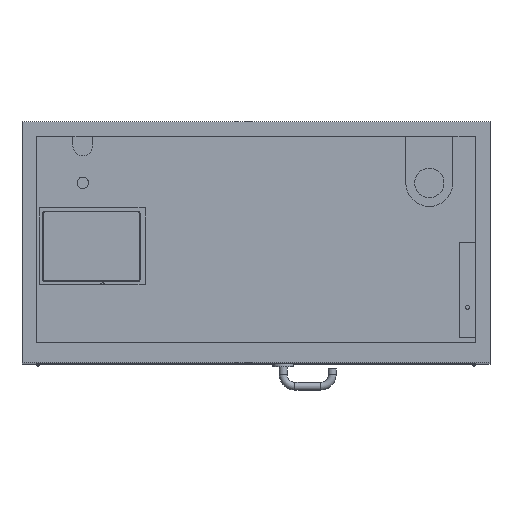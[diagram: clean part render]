
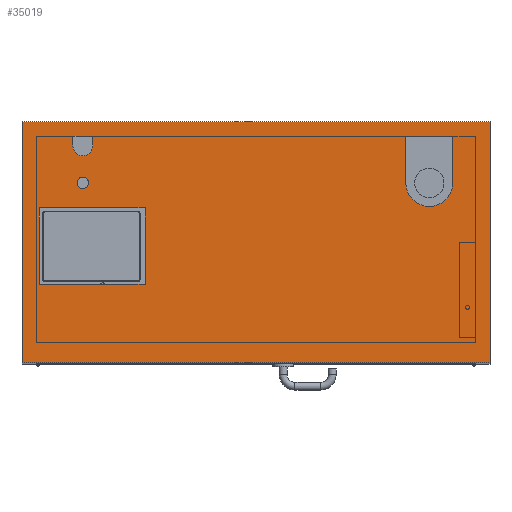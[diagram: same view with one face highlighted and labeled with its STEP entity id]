
A CAD part, top view. The second image highlights one B-rep face of the part: STEP entity #35019.
In plain terms, the highlighted planar face has unit normal (0, 0, 1).
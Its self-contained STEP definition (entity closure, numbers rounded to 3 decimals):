
#1022=FACE_BOUND('',#5966,.T.);
#1023=FACE_BOUND('',#5967,.T.);
#1024=FACE_BOUND('',#5968,.T.);
#1025=FACE_BOUND('',#5969,.T.);
#2203=PLANE('',#37138);
#3902=FACE_OUTER_BOUND('',#5965,.T.);
#5965=EDGE_LOOP('',(#30380,#30381,#30382,#30383));
#5966=EDGE_LOOP('',(#30384,#30385,#30386,#30387));
#5967=EDGE_LOOP('',(#30388,#30389,#30390,#30391));
#5968=EDGE_LOOP('',(#30392,#30393,#30394,#30395));
#5969=EDGE_LOOP('',(#30396));
#9271=LINE('',#57002,#12851);
#9339=LINE('',#57144,#12919);
#9346=LINE('',#57159,#12926);
#9350=LINE('',#57168,#12930);
#9353=LINE('',#57174,#12933);
#9356=LINE('',#57179,#12936);
#9395=LINE('',#57262,#12975);
#9397=LINE('',#57266,#12977);
#9398=LINE('',#57268,#12978);
#9403=LINE('',#57278,#12983);
#9405=LINE('',#57284,#12985);
#9440=LINE('',#57391,#13020);
#9442=LINE('',#57395,#13022);
#9444=LINE('',#57398,#13024);
#12851=VECTOR('',#44166,10.);
#12919=VECTOR('',#44278,10.);
#12926=VECTOR('',#44291,10.);
#12930=VECTOR('',#44297,10.);
#12933=VECTOR('',#44302,10.);
#12936=VECTOR('',#44307,10.);
#12975=VECTOR('',#44394,10.);
#12977=VECTOR('',#44398,10.);
#12978=VECTOR('',#44401,10.);
#12983=VECTOR('',#44410,10.);
#12985=VECTOR('',#44418,10.);
#13020=VECTOR('',#44545,10.);
#13022=VECTOR('',#44549,10.);
#13024=VECTOR('',#44553,10.);
#13883=CIRCLE('',#37054,60.);
#13886=CIRCLE('',#37088,25.);
#13887=CIRCLE('',#37091,14.5);
#16730=VERTEX_POINT('',#56999);
#16731=VERTEX_POINT('',#57001);
#16782=VERTEX_POINT('',#57141);
#16783=VERTEX_POINT('',#57143);
#16785=VERTEX_POINT('',#57149);
#16788=VERTEX_POINT('',#57157);
#16791=VERTEX_POINT('',#57165);
#16792=VERTEX_POINT('',#57167);
#16793=VERTEX_POINT('',#57171);
#16794=VERTEX_POINT('',#57173);
#16795=VERTEX_POINT('',#57177);
#16816=VERTEX_POINT('',#57264);
#16819=VERTEX_POINT('',#57276);
#16820=VERTEX_POINT('',#57280);
#16821=VERTEX_POINT('',#57287);
#16846=VERTEX_POINT('',#57390);
#16847=VERTEX_POINT('',#57394);
#21218=EDGE_CURVE('',#16731,#16730,#9271,.T.);
#21290=EDGE_CURVE('',#16783,#16782,#9339,.T.);
#21294=EDGE_CURVE('',#16782,#16785,#13883,.T.);
#21298=EDGE_CURVE('',#16785,#16788,#9346,.T.);
#21302=EDGE_CURVE('',#16792,#16791,#9350,.T.);
#21305=EDGE_CURVE('',#16794,#16793,#9353,.T.);
#21308=EDGE_CURVE('',#16793,#16795,#9356,.T.);
#21349=EDGE_CURVE('',#16788,#16783,#9395,.T.);
#21351=EDGE_CURVE('',#16795,#16816,#9397,.T.);
#21352=EDGE_CURVE('',#16816,#16794,#9398,.T.);
#21357=EDGE_CURVE('',#16791,#16819,#9403,.T.);
#21358=EDGE_CURVE('',#16820,#16792,#13886,.T.);
#21360=EDGE_CURVE('',#16819,#16820,#9405,.T.);
#21362=EDGE_CURVE('',#16821,#16821,#13887,.T.);
#21412=EDGE_CURVE('',#16846,#16731,#9440,.T.);
#21414=EDGE_CURVE('',#16847,#16846,#9442,.T.);
#21416=EDGE_CURVE('',#16730,#16847,#9444,.T.);
#30380=ORIENTED_EDGE('',*,*,#21218,.T.);
#30381=ORIENTED_EDGE('',*,*,#21416,.T.);
#30382=ORIENTED_EDGE('',*,*,#21414,.T.);
#30383=ORIENTED_EDGE('',*,*,#21412,.T.);
#30384=ORIENTED_EDGE('',*,*,#21294,.T.);
#30385=ORIENTED_EDGE('',*,*,#21298,.T.);
#30386=ORIENTED_EDGE('',*,*,#21349,.T.);
#30387=ORIENTED_EDGE('',*,*,#21290,.T.);
#30388=ORIENTED_EDGE('',*,*,#21351,.T.);
#30389=ORIENTED_EDGE('',*,*,#21352,.T.);
#30390=ORIENTED_EDGE('',*,*,#21305,.T.);
#30391=ORIENTED_EDGE('',*,*,#21308,.T.);
#30392=ORIENTED_EDGE('',*,*,#21357,.T.);
#30393=ORIENTED_EDGE('',*,*,#21360,.T.);
#30394=ORIENTED_EDGE('',*,*,#21358,.T.);
#30395=ORIENTED_EDGE('',*,*,#21302,.T.);
#30396=ORIENTED_EDGE('',*,*,#21362,.T.);
#35019=ADVANCED_FACE('',(#3902,#1022,#1023,#1024,#1025),#2203,.T.);
#37054=AXIS2_PLACEMENT_3D('',#57151,#44284,#44285);
#37088=AXIS2_PLACEMENT_3D('',#57281,#44413,#44414);
#37091=AXIS2_PLACEMENT_3D('',#57288,#44422,#44423);
#37138=AXIS2_PLACEMENT_3D('',#57399,#44554,#44555);
#44166=DIRECTION('',(1.,0.,0.));
#44278=DIRECTION('',(0.,-1.,0.));
#44284=DIRECTION('center_axis',(0.,0.,-1.));
#44285=DIRECTION('ref_axis',(-1.,0.,0.));
#44291=DIRECTION('',(0.,1.,0.));
#44297=DIRECTION('',(0.,1.,0.));
#44302=DIRECTION('',(0.,1.,0.));
#44307=DIRECTION('',(1.,0.,0.));
#44394=DIRECTION('',(1.,0.,0.));
#44398=DIRECTION('',(0.,-1.,0.));
#44401=DIRECTION('',(-1.,0.,0.));
#44410=DIRECTION('',(1.,0.,0.));
#44413=DIRECTION('center_axis',(0.,0.,-1.));
#44414=DIRECTION('ref_axis',(1.,0.,0.));
#44418=DIRECTION('',(0.,-1.,0.));
#44422=DIRECTION('center_axis',(0.,0.,-1.));
#44423=DIRECTION('ref_axis',(-1.,0.,0.));
#44545=DIRECTION('',(0.,-1.,0.));
#44549=DIRECTION('',(-1.,0.,0.));
#44553=DIRECTION('',(0.,1.,0.));
#44554=DIRECTION('center_axis',(0.,0.,1.));
#44555=DIRECTION('ref_axis',(1.,0.,0.));
#56999=CARTESIAN_POINT('',(596.88,-307.5,974.185));
#57001=CARTESIAN_POINT('',(-596.88,-307.5,974.185));
#57002=CARTESIAN_POINT('',(-596.88,-307.5,974.185));
#57141=CARTESIAN_POINT('',(502.,151.98,974.185));
#57143=CARTESIAN_POINT('',(502.,271.5,974.185));
#57144=CARTESIAN_POINT('',(502.,135.75,974.185));
#57149=CARTESIAN_POINT('',(382.,151.98,974.185));
#57151=CARTESIAN_POINT('Origin',(442.,151.98,974.185));
#57157=CARTESIAN_POINT('',(382.,271.5,974.185));
#57159=CARTESIAN_POINT('',(382.,75.99,974.185));
#57165=CARTESIAN_POINT('',(-467.,271.5,974.185));
#57167=CARTESIAN_POINT('',(-467.,246.,974.185));
#57168=CARTESIAN_POINT('',(-467.,123.,974.185));
#57171=CARTESIAN_POINT('',(-553.,87.98,974.185));
#57173=CARTESIAN_POINT('',(-553.,-107.02,974.185));
#57174=CARTESIAN_POINT('',(-553.,-53.51,974.185));
#57177=CARTESIAN_POINT('',(-283.,87.98,974.185));
#57179=CARTESIAN_POINT('',(-276.5,87.98,974.185));
#57262=CARTESIAN_POINT('',(191.,271.5,974.185));
#57264=CARTESIAN_POINT('',(-283.,-107.02,974.185));
#57266=CARTESIAN_POINT('',(-283.,43.99,974.185));
#57268=CARTESIAN_POINT('',(-141.5,-107.02,974.185));
#57276=CARTESIAN_POINT('',(-417.,271.5,974.185));
#57278=CARTESIAN_POINT('',(-233.5,271.5,974.185));
#57280=CARTESIAN_POINT('',(-417.,246.,974.185));
#57281=CARTESIAN_POINT('Origin',(-442.,246.,974.185));
#57284=CARTESIAN_POINT('',(-417.,135.75,974.185));
#57287=CARTESIAN_POINT('',(-427.5,151.98,974.185));
#57288=CARTESIAN_POINT('Origin',(-442.,151.98,974.185));
#57390=CARTESIAN_POINT('',(-596.88,307.5,974.185));
#57391=CARTESIAN_POINT('',(-596.88,307.5,974.185));
#57394=CARTESIAN_POINT('',(596.88,307.5,974.185));
#57395=CARTESIAN_POINT('',(596.88,307.5,974.185));
#57398=CARTESIAN_POINT('',(596.88,-307.5,974.185));
#57399=CARTESIAN_POINT('Origin',(0.,0.,
974.185));
